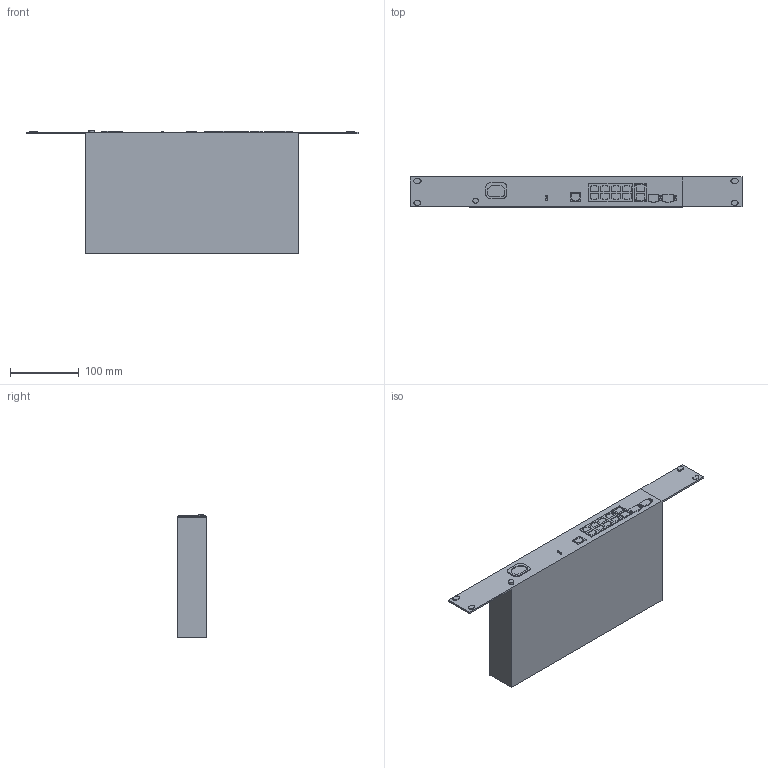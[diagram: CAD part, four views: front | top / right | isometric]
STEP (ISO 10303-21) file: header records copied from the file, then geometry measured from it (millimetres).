
FILE_DESCRIPTION (( 'STEP AP214' ), '1' );
FILE_NAME ('MES2408.STEP', '2022-09-01T03:41:11', ( '' ), ( '' ), 'SwSTEP 2.0', 'SolidWorks 2021', '' );
FILE_SCHEMA (( 'AUTOMOTIVE_DESIGN' ));
Length unit declared in the file: millimetre
Products named in the file (1): MES2408
Bounding box: 482.6 x 43.6 x 180.2 mm (x, y, z)
Volume: 2413630.9 mm3; surface area: 169907.6 mm2
Topology: 2 solids, 2 shells, 213 faces, 540 edges, 360 vertices
Faces by surface type: plane 177, cylinder 36
Entity records: 6389 total; most frequent: CARTESIAN_POINT 1114, ORIENTED_EDGE 1080, DIRECTION 1040, EDGE_CURVE 540, VECTOR 468, LINE 468, VERTEX_POINT 360, AXIS2_PLACEMENT_3D 286
